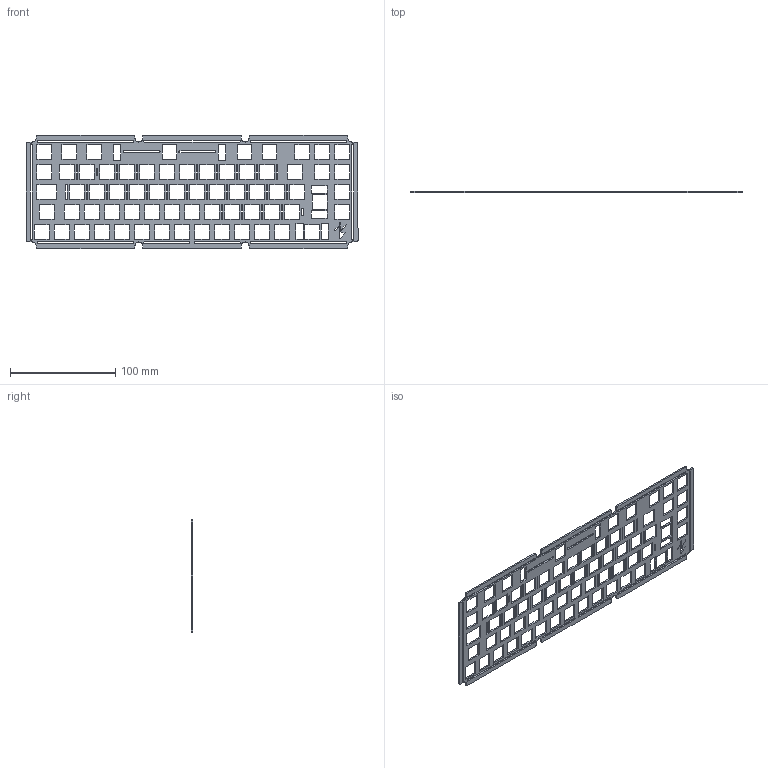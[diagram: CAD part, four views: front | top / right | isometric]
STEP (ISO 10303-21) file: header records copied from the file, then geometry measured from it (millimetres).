
FILE_DESCRIPTION (( 'STEP AP214' ), '1' );
FILE_NAME ('Plate ISO.STEP', '2022-06-08T22:58:11', ( '' ), ( '' ), 'SwSTEP 2.0', 'SolidWorks 2018', '' );
FILE_SCHEMA (( 'AUTOMOTIVE_DESIGN' ));
Length unit declared in the file: millimetre
Products named in the file (1): Plate ISO
Bounding box: 315.75 x 1.5 x 107.7 mm (x, y, z)
Volume: 26649.6 mm3; surface area: 46549.6 mm2
Topology: 1 solids, 1 shells, 527 faces, 1575 edges, 1050 vertices
Faces by surface type: plane 459, cylinder 68
Entity records: 17963 total; most frequent: CARTESIAN_POINT 3153, ORIENTED_EDGE 3150, DIRECTION 2767, EDGE_CURVE 1575, VECTOR 1439, LINE 1439, VERTEX_POINT 1050, EDGE_LOOP 749
